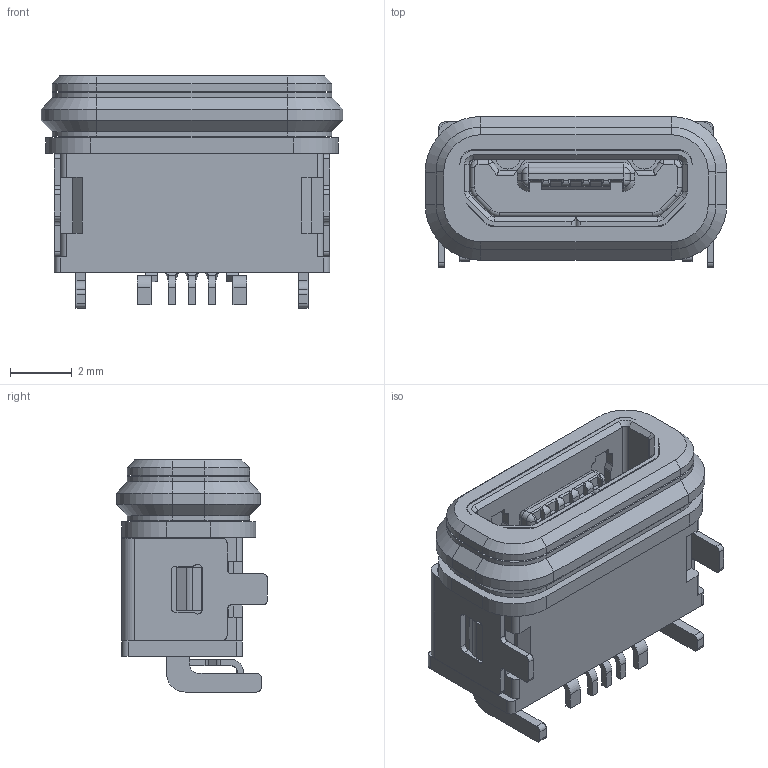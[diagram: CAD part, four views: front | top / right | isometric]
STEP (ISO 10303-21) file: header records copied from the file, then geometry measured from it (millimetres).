
FILE_DESCRIPTION((''),'2;1');
FILE_NAME('FUS465-REF_ASM','2025-04-28T',('gongcheng6'),(''),'PRO/ENGINEER BY PARAMETRIC TECHNOLOGY CORPORATION, 2010280','PRO/ENGINEER BY PARAMETRIC TECHNOLOGY CORPORATION, 2010280','');
FILE_SCHEMA(('CONFIG_CONTROL_DESIGN'));
Length unit declared in the file: millimetre
Products named in the file (1): FUS465-REF_ASM
Bounding box: 9.75 x 4.88 x 7.5 mm (x, y, z)
Volume: 185.5 mm3; surface area: 540.5 mm2
Topology: 1 solids, 1 shells, 678 faces, 1826 edges, 1174 vertices
Faces by surface type: plane 429, cylinder 201, cone 22, torus 12, bspline 8, sphere 6
Entity records: 21431 total; most frequent: CARTESIAN_POINT 4133, ORIENTED_EDGE 3652, DIRECTION 3550, EDGE_CURVE 1826, VECTOR 1350, LINE 1350, VERTEX_POINT 1174, AXIS2_PLACEMENT_3D 1100
